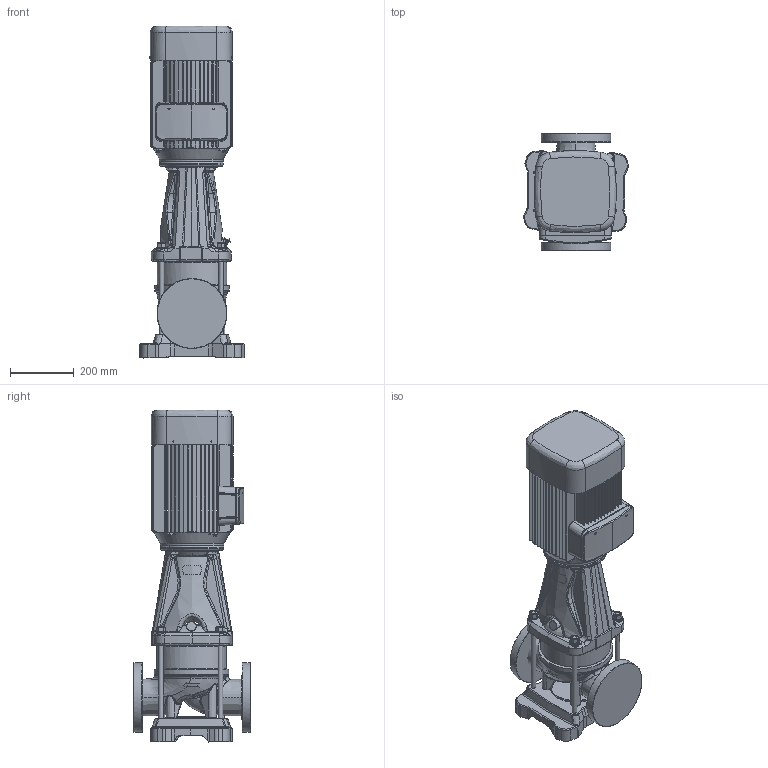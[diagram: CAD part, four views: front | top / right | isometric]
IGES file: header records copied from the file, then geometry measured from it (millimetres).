
Global section: file name: 015P2313 (RMV 64-1F); native system: AutoCAD 2021 — Русский (Russian),62HAutod; preprocessor: esk Translation Framework DWG producer (atf_dwg_producer); organization: unknown; date: 20240704.204434; units: millimetre
Bounding box: 329.28 x 369 x 1044.5 mm (x, y, z)
Volume: 8831340.8 mm3; surface area: 2503007.7 mm2
Topology: 6 solids, 6 shells, 2143 faces, 38162 edges, 37992 vertices
Faces by surface type: bspline 1118, revolution 1025
